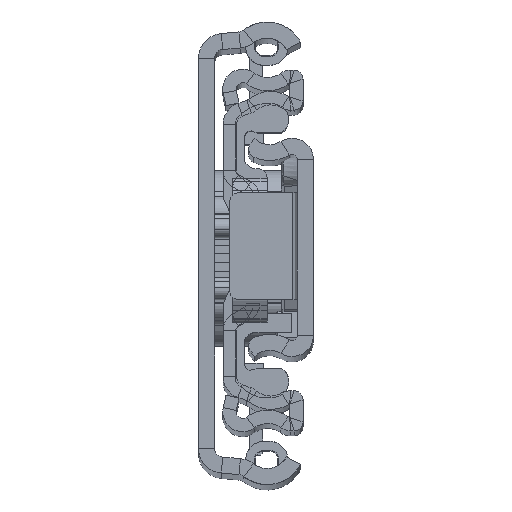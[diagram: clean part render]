
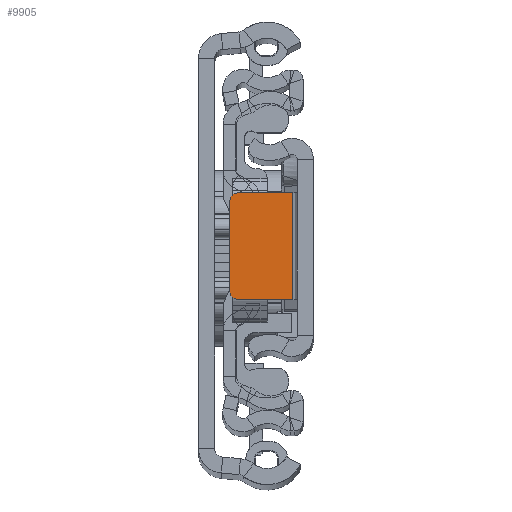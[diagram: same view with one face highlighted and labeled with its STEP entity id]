
A CAD part, top view. The second image highlights one B-rep face of the part: STEP entity #9905.
In plain terms, the highlighted planar face has unit normal (0, 0, 1).
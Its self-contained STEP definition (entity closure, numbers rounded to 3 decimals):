
#1320 = EDGE_CURVE ( 'NONE', #31119, #20569, #26892, .T. ) ;
#2557 = VECTOR ( 'NONE', #14584, 1000. ) ;
#2646 = DIRECTION ( 'NONE',  ( 1., 0., 0. ) ) ;
#3160 = PLANE ( 'NONE',  #29064 ) ;
#3993 = EDGE_CURVE ( 'NONE', #31119, #15673, #27156, .T. ) ;
#4010 = CARTESIAN_POINT ( 'NONE',  ( -2.3, -5.849, -6.8 ) ) ;
#4886 = LINE ( 'NONE', #22501, #23125 ) ;
#5528 = CARTESIAN_POINT ( 'NONE',  ( -1.8, 6.151, -6.8 ) ) ;
#5657 = CARTESIAN_POINT ( 'NONE',  ( 0., 0., -6.8 ) ) ;
#5870 = VERTEX_POINT ( 'NONE', #14387 ) ;
#6289 = EDGE_CURVE ( 'NONE', #5870, #20569, #17206, .T. ) ;
#6456 = CARTESIAN_POINT ( 'NONE',  ( -9.4, -5.849, -6.8 ) ) ;
#6998 = VERTEX_POINT ( 'NONE', #4010 ) ;
#7375 = DIRECTION ( 'NONE',  ( 0., -1., 0. ) ) ;
#8331 = EDGE_CURVE ( 'NONE', #15209, #6998, #4886, .T. ) ;
#8428 = ORIENTED_EDGE ( 'NONE', *, *, #1320, .F. ) ;
#8481 = DIRECTION ( 'NONE',  ( 1., 0., 0. ) ) ;
#8948 = CARTESIAN_POINT ( 'NONE',  ( -9.4, 6.151, -6.8 ) ) ;
#9905 = ADVANCED_FACE ( 'NONE', ( #13308 ), #3160, .T. ) ;
#9962 = DIRECTION ( 'NONE',  ( 0., 0., 1. ) ) ;
#10340 = ORIENTED_EDGE ( 'NONE', *, *, #6289, .T. ) ;
#12131 = CARTESIAN_POINT ( 'NONE',  ( -8.4, 5.151, -6.8 ) ) ;
#12471 = CARTESIAN_POINT ( 'NONE',  ( -2.3, 6.151, -6.8 ) ) ;
#13308 = FACE_OUTER_BOUND ( 'NONE', #29610, .T. ) ;
#14077 = DIRECTION ( 'NONE',  ( -1., 0., 0. ) ) ;
#14387 = CARTESIAN_POINT ( 'NONE',  ( -8.4, 6.151, -6.8 ) ) ;
#14467 = DIRECTION ( 'NONE',  ( 1., 0., 0. ) ) ;
#14584 = DIRECTION ( 'NONE',  ( 0., 1., 0. ) ) ;
#14972 = VECTOR ( 'NONE', #14077, 1000. ) ;
#15209 = VERTEX_POINT ( 'NONE', #12471 ) ;
#15673 = VERTEX_POINT ( 'NONE', #24244 ) ;
#17206 = CIRCLE ( 'NONE', #18796, 1. ) ;
#17611 = ORIENTED_EDGE ( 'NONE', *, *, #3993, .T. ) ;
#17953 = CARTESIAN_POINT ( 'NONE',  ( -8.4, -4.849, -6.8 ) ) ;
#18637 = DIRECTION ( 'NONE',  ( 0., 0., 1. ) ) ;
#18796 = AXIS2_PLACEMENT_3D ( 'NONE', #12131, #9962, #14467 ) ;
#19085 = LINE ( 'NONE', #6456, #14972 ) ;
#20569 = VERTEX_POINT ( 'NONE', #31012 ) ;
#20906 = EDGE_CURVE ( 'NONE', #5870, #15209, #28321, .T. ) ;
#21561 = EDGE_CURVE ( 'NONE', #6998, #15673, #19085, .T. ) ;
#22501 = CARTESIAN_POINT ( 'NONE',  ( -2.3, 6.151, -6.8 ) ) ;
#22867 = ORIENTED_EDGE ( 'NONE', *, *, #8331, .F. ) ;
#22982 = ORIENTED_EDGE ( 'NONE', *, *, #21561, .F. ) ;
#23125 = VECTOR ( 'NONE', #7375, 1000. ) ;
#23191 = ORIENTED_EDGE ( 'NONE', *, *, #20906, .F. ) ;
#24244 = CARTESIAN_POINT ( 'NONE',  ( -8.4, -5.849, -6.8 ) ) ;
#25564 = VECTOR ( 'NONE', #25661, 1000. ) ;
#25661 = DIRECTION ( 'NONE',  ( 1., 0., 0. ) ) ;
#26892 = LINE ( 'NONE', #8948, #2557 ) ;
#27156 = CIRCLE ( 'NONE', #31409, 1. ) ;
#28321 = LINE ( 'NONE', #5528, #25564 ) ;
#29064 = AXIS2_PLACEMENT_3D ( 'NONE', #5657, #18637, #8481 ) ;
#29610 = EDGE_LOOP ( 'NONE', ( #8428, #17611, #22982, #22867, #23191, #10340 ) ) ;
#29923 = CARTESIAN_POINT ( 'NONE',  ( -9.4, -4.849, -6.8 ) ) ;
#30585 = DIRECTION ( 'NONE',  ( 0., 0., 1. ) ) ;
#31012 = CARTESIAN_POINT ( 'NONE',  ( -9.4, 5.151, -6.8 ) ) ;
#31119 = VERTEX_POINT ( 'NONE', #29923 ) ;
#31409 = AXIS2_PLACEMENT_3D ( 'NONE', #17953, #30585, #2646 ) ;
